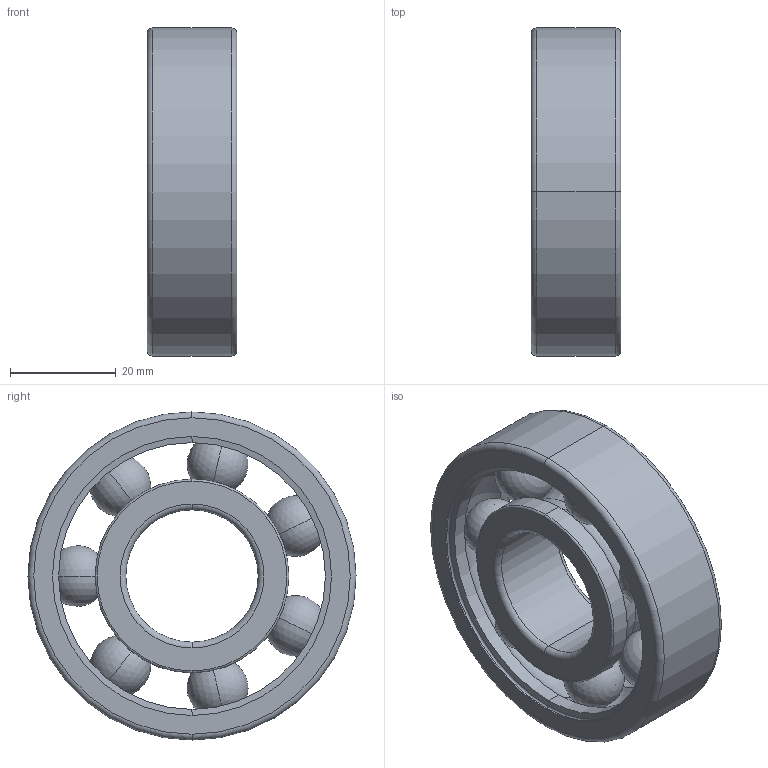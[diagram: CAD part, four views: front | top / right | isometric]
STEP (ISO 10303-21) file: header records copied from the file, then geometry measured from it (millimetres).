
FILE_DESCRIPTION (( 'STEP AP203' ), '1' );
FILE_NAME ('6305.STEP', '2025-06-06T09:46:51', ( '' ), ( '' ), 'SwSTEP 2.0', 'SolidWorks 2024', '' );
FILE_SCHEMA (( 'CONFIG_CONTROL_DESIGN' ));
Length unit declared in the file: millimetre
Products named in the file (4): 6305_PART3; 6305; 6305_PART1; 6305_PART2
Assembly tree (9 placements, depth 2):
  6305
    6305_PART1
    6305_PART2
    6305_PART3  x7
Bounding box: 17 x 62 x 62 mm (x, y, z)
Volume: 27845.2 mm3; surface area: 15575.7 mm2
Topology: 9 solids, 9 shells, 60 faces, 141 edges, 85 vertices
Faces by surface type: torus 22, cylinder 16, sphere 14, plane 4, cone 4
Entity records: 1850 total; most frequent: DIRECTION 288, CARTESIAN_POINT 206, ORIENTED_EDGE 188, AXIS2_PLACEMENT_3D 134, EDGE_CURVE 94, CIRCLE 74, EDGE_LOOP 52, VERTEX_POINT 52
